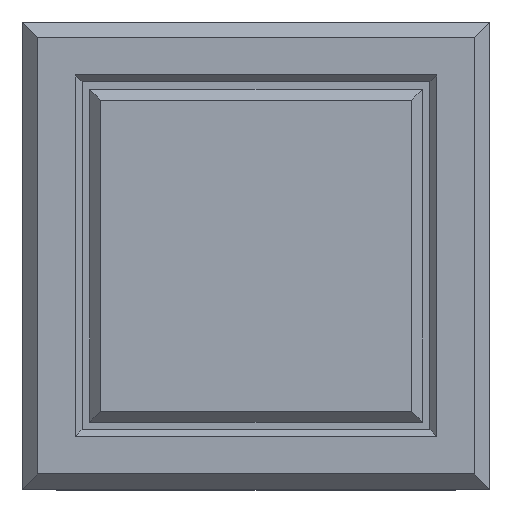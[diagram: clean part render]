
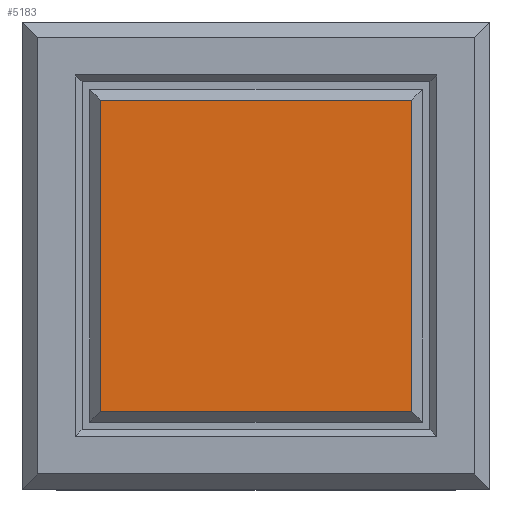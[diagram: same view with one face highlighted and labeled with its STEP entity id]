
A CAD part, top view. The second image highlights one B-rep face of the part: STEP entity #5183.
In plain terms, the highlighted planar face has unit normal (0, 0, 1).
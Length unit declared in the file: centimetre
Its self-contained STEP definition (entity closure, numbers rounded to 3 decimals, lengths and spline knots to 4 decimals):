
#665=FACE_OUTER_BOUND('',#1000,.T.);
#1000=EDGE_LOOP('',(#4060,#4061,#4062,#4063));
#1445=LINE('',#8604,#1883);
#1446=LINE('',#8606,#1884);
#1447=LINE('',#8608,#1885);
#1448=LINE('',#8609,#1886);
#1883=VECTOR('',#6735,1.79);
#1884=VECTOR('',#6736,1.79);
#1885=VECTOR('',#6737,1.79);
#1886=VECTOR('',#6738,1.79);
#2379=VERTEX_POINT('',#8602);
#2380=VERTEX_POINT('',#8603);
#2381=VERTEX_POINT('',#8605);
#2382=VERTEX_POINT('',#8607);
#2989=EDGE_CURVE('',#2379,#2380,#1445,.T.);
#2990=EDGE_CURVE('',#2381,#2379,#1446,.T.);
#2991=EDGE_CURVE('',#2382,#2381,#1447,.T.);
#2992=EDGE_CURVE('',#2380,#2382,#1448,.T.);
#4060=ORIENTED_EDGE('',*,*,#2989,.F.);
#4061=ORIENTED_EDGE('',*,*,#2990,.F.);
#4062=ORIENTED_EDGE('',*,*,#2991,.F.);
#4063=ORIENTED_EDGE('',*,*,#2992,.F.);
#4959=PLANE('',#5651);
#5183=ADVANCED_FACE('',(#665),#4959,.T.);
#5651=AXIS2_PLACEMENT_3D('',#8601,#6733,#6734);
#6733=DIRECTION('center_axis',(0.,0.,
1.));
#6734=DIRECTION('ref_axis',(1.,0.,0.));
#6735=DIRECTION('',(0.,1.,0.));
#6736=DIRECTION('',(-1.,0.,0.));
#6737=DIRECTION('',(0.,-1.,0.));
#6738=DIRECTION('',(1.,0.,0.));
#8601=CARTESIAN_POINT('Origin',(0.,0.,
0.2));
#8602=CARTESIAN_POINT('',(-0.895,-0.895,0.2));
#8603=CARTESIAN_POINT('',(-0.895,0.895,0.2));
#8604=CARTESIAN_POINT('',(-0.895,-0.4875,0.2));
#8605=CARTESIAN_POINT('',(0.895,-0.895,0.2));
#8606=CARTESIAN_POINT('',(0.4875,-0.895,0.2));
#8607=CARTESIAN_POINT('',(0.895,0.895,0.2));
#8608=CARTESIAN_POINT('',(0.895,0.4875,0.2));
#8609=CARTESIAN_POINT('',(-0.4875,0.895,0.2));
